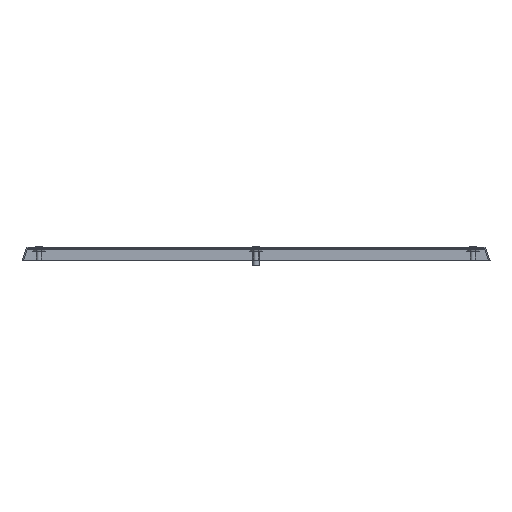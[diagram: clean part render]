
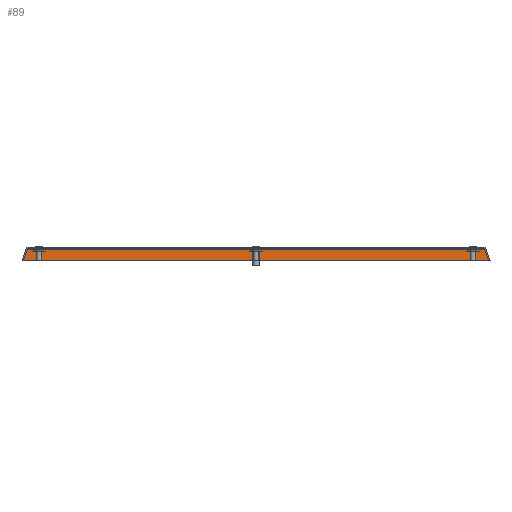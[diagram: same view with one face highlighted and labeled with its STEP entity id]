
A CAD part, front view. The second image highlights one B-rep face of the part: STEP entity #89.
In plain terms, the highlighted planar face has unit normal (0, -1, 0).
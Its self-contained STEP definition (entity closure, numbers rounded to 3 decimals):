
#77 = CARTESIAN_POINT ( 'NONE',  ( 273.363, 1000.4, -16. ) ) ;
#89 = ADVANCED_FACE ( 'NONE', ( #4893 ), #4424, .F. ) ;
#153 = VERTEX_POINT ( 'NONE', #2088 ) ;
#416 = CARTESIAN_POINT ( 'NONE',  ( 268.651, 1000.4, -1.5 ) ) ;
#492 = CARTESIAN_POINT ( 'NONE',  ( -273.363, 1000.4, -16. ) ) ;
#741 = EDGE_CURVE ( 'NONE', #1531, #153, #1898, .T. ) ;
#748 = VERTEX_POINT ( 'NONE', #492 ) ;
#1014 = DIRECTION ( 'NONE',  ( 0.309, 0., -0.951 ) ) ;
#1149 = CARTESIAN_POINT ( 'NONE',  ( 0., 1000.4, -16. ) ) ;
#1531 = VERTEX_POINT ( 'NONE', #416 ) ;
#1704 = CARTESIAN_POINT ( 'NONE',  ( -273.513, 1000.4, -16.464 ) ) ;
#1875 = EDGE_CURVE ( 'NONE', #748, #153, #2148, .T. ) ;
#1898 = LINE ( 'NONE', #3802, #3291 ) ;
#2043 = DIRECTION ( 'NONE',  ( -1., 0., 0. ) ) ;
#2051 = ORIENTED_EDGE ( 'NONE', *, *, #3516, .F. ) ;
#2088 = CARTESIAN_POINT ( 'NONE',  ( -268.651, 1000.4, -1.5 ) ) ;
#2148 = LINE ( 'NONE', #1704, #2746 ) ;
#2249 = EDGE_LOOP ( 'NONE', ( #4135, #2051, #2310, #2316 ) ) ;
#2310 = ORIENTED_EDGE ( 'NONE', *, *, #741, .T. ) ;
#2316 = ORIENTED_EDGE ( 'NONE', *, *, #1875, .F. ) ;
#2746 = VECTOR ( 'NONE', #5468, 1000. ) ;
#3049 = VECTOR ( 'NONE', #1014, 1000. ) ;
#3291 = VECTOR ( 'NONE', #4819, 1000. ) ;
#3321 = CARTESIAN_POINT ( 'NONE',  ( -274.94, 1000.4, -16. ) ) ;
#3516 = EDGE_CURVE ( 'NONE', #1531, #4106, #5356, .T. ) ;
#3802 = CARTESIAN_POINT ( 'NONE',  ( 0., 1000.4, -1.5 ) ) ;
#4106 = VERTEX_POINT ( 'NONE', #77 ) ;
#4135 = ORIENTED_EDGE ( 'NONE', *, *, #5573, .F. ) ;
#4424 = PLANE ( 'NONE',  #5006 ) ;
#4769 = DIRECTION ( 'NONE',  ( 0., 0., 1. ) ) ;
#4819 = DIRECTION ( 'NONE',  ( -1., 0., 0. ) ) ;
#4893 = FACE_OUTER_BOUND ( 'NONE', #2249, .T. ) ;
#5006 = AXIS2_PLACEMENT_3D ( 'NONE', #3321, #5249, #4769 ) ;
#5249 = DIRECTION ( 'NONE',  ( 0., 1., 0. ) ) ;
#5356 = LINE ( 'NONE', #6222, #3049 ) ;
#5390 = VECTOR ( 'NONE', #2043, 1000. ) ;
#5468 = DIRECTION ( 'NONE',  ( 0.309, 0., 0.951 ) ) ;
#5573 = EDGE_CURVE ( 'NONE', #4106, #748, #5722, .T. ) ;
#5722 = LINE ( 'NONE', #1149, #5390 ) ;
#6222 = CARTESIAN_POINT ( 'NONE',  ( 221.005, 1000.4, 145.142 ) ) ;
